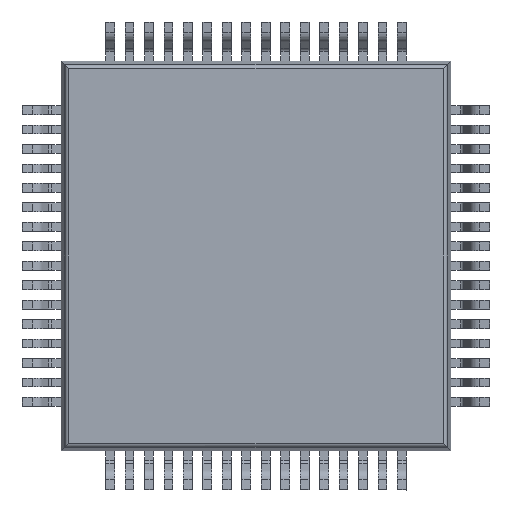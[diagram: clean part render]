
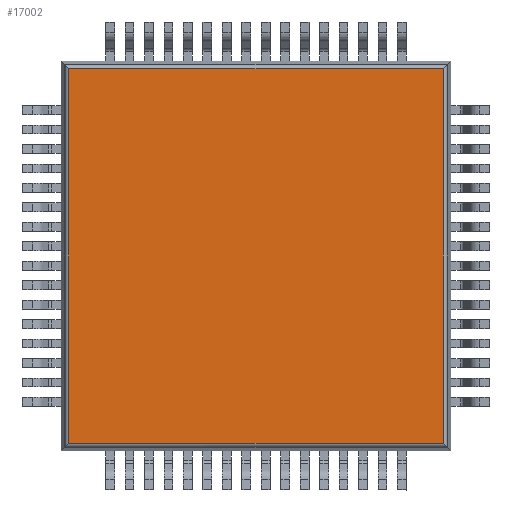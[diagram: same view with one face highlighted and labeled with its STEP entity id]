
A CAD part, front view. The second image highlights one B-rep face of the part: STEP entity #17002.
In plain terms, the highlighted planar face has unit normal (0, -1, 0).
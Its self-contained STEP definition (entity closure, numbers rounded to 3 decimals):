
#1060=PLANE('',#27366);
#1920=VECTOR('',#18475,1.);
#1921=VECTOR('',#18476,1.);
#1922=VECTOR('',#18477,1.);
#1923=VECTOR('',#18478,1.);
#3878=LINE('',#22921,#1920);
#3879=LINE('',#22924,#1921);
#3880=LINE('',#22926,#1922);
#3881=LINE('',#22928,#1923);
#5834=VERTEX_POINT('',#22922);
#5835=VERTEX_POINT('',#22923);
#5836=VERTEX_POINT('',#22925);
#5837=VERTEX_POINT('',#22927);
#7919=EDGE_CURVE('',#5834,#5835,#3878,.T.);
#7920=EDGE_CURVE('',#5835,#5836,#3879,.T.);
#7921=EDGE_CURVE('',#5836,#5837,#3880,.T.);
#7922=EDGE_CURVE('',#5837,#5834,#3881,.T.);
#10406=ORIENTED_EDGE('',*,*,#7919,.T.);
#10407=ORIENTED_EDGE('',*,*,#7920,.T.);
#10408=ORIENTED_EDGE('',*,*,#7921,.T.);
#10409=ORIENTED_EDGE('',*,*,#7922,.T.);
#15159=EDGE_LOOP('',(#10406,#10407,#10408,#10409));
#16081=FACE_BOUND('',#15159,.T.);
#17002=ADVANCED_FACE('',(#16081),#1060,.T.);
#18474=DIRECTION('',(0.,-1.,0.));
#18475=DIRECTION('',(0.,0.,-1.));
#18476=DIRECTION('',(1.,0.,0.));
#18477=DIRECTION('',(0.,0.,1.));
#18478=DIRECTION('',(-1.,0.,0.));
#22920=CARTESIAN_POINT('',(-5.,0.15,-5.));
#22921=CARTESIAN_POINT('',(-4.813,0.15,-5.));
#22922=CARTESIAN_POINT('',(-4.813,0.15,4.813));
#22923=CARTESIAN_POINT('',(-4.813,0.15,-4.813));
#22924=CARTESIAN_POINT('',(-5.,0.15,-4.813));
#22925=CARTESIAN_POINT('',(4.813,0.15,-4.813));
#22926=CARTESIAN_POINT('',(4.813,0.15,-5.));
#22927=CARTESIAN_POINT('',(4.813,0.15,4.813));
#22928=CARTESIAN_POINT('',(-5.,0.15,4.813));
#27366=AXIS2_PLACEMENT_3D('',#22920,#18474,$);
